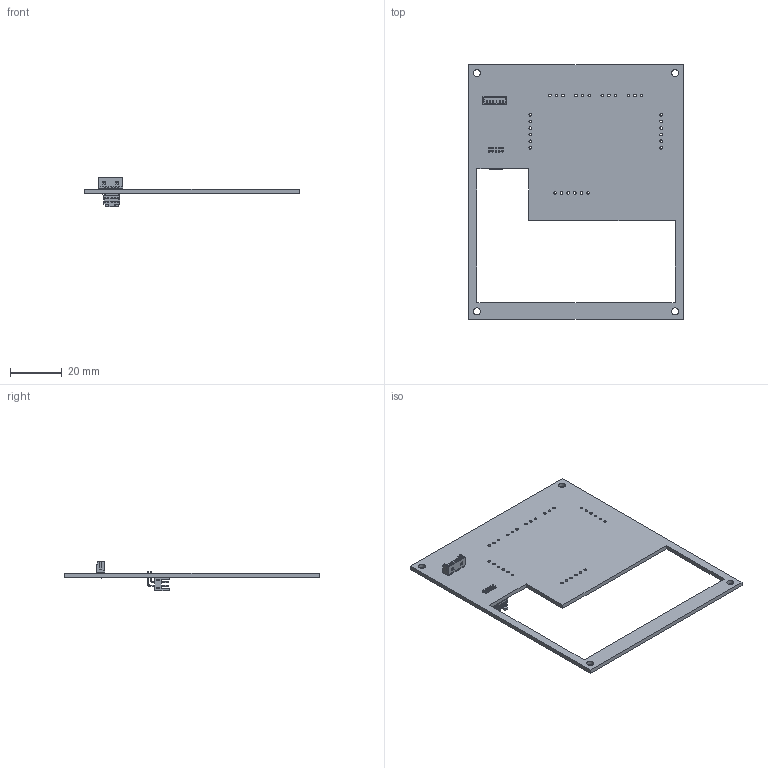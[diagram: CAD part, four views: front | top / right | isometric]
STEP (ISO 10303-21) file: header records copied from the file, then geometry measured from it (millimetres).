
FILE_DESCRIPTION(('KiCad electronic assembly'),'2;1');
FILE_NAME('Panel A I S3.step','2021-08-23T16:31:46',('An Author'),( 'A Company'),'Open CASCADE STEP processor 6.9', 'KiCad to STEP converter','Unknown');
FILE_SCHEMA(('AUTOMOTIVE_DESIGN { 1 0 10303 214 1 1 1 1 }'));
Length unit declared in the file: millimetre
Products named in the file (6): Open CASCADE STEP translator 6.9 1; FTSH-105-01-F-D-RA-K; COMPOUND; 530470610
Assembly tree (5 placements, depth 3):
  Open CASCADE STEP translator 6.9 1
    FTSH-105-01-F-D-RA-K
      COMPOUND
    530470610
      COMPOUND
    COMPOUND
Bounding box: 82.6 x 98 x 11.21 mm (x, y, z)
Volume: 8541.2 mm3; surface area: 12405.1 mm2
Topology: 5 solids, 5 shells, 547 faces, 1503 edges, 992 vertices
Faces by surface type: plane 473, cylinder 74
Full cylindrical faces by diameter (mm): 0.5 x6, 0.65 x10, 1 x30, 2.7 x4
Entity records: 36917 total; most frequent: CARTESIAN_POINT 6206, DIRECTION 5731, LINE 4173, VECTOR 4173, ORIENTED_EDGE 2982, PCURVE 2982, DEFINITIONAL_REPRESENTATION 2982, EDGE_CURVE 1491
